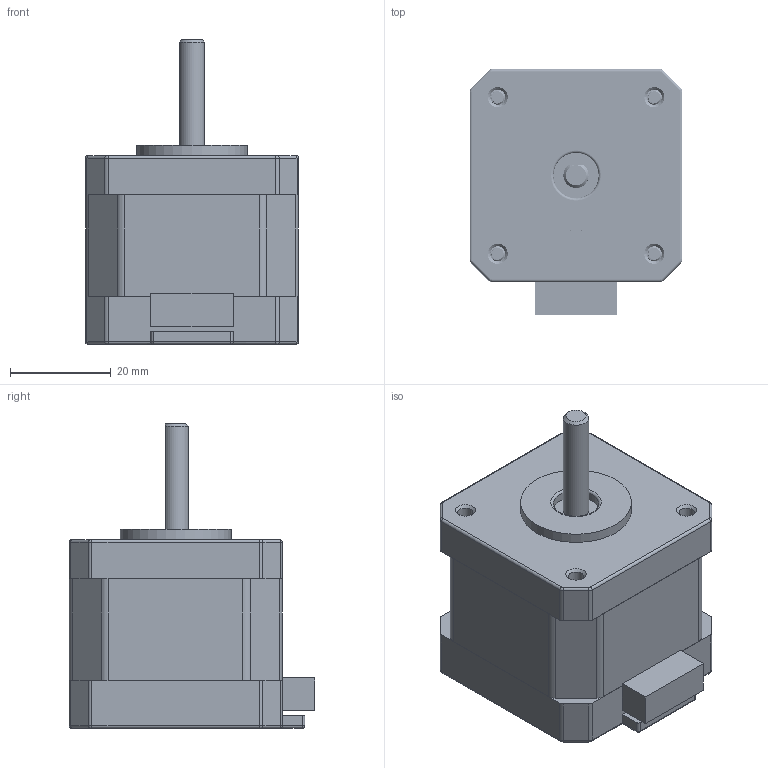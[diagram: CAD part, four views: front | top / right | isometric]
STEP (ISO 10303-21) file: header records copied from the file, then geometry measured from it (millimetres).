
FILE_DESCRIPTION(/* description */ (''),/* implementation_level */ '2;1');
FILE_NAME(/* name */ 'Nema 17 [17HS15-1704S].step',/* time_stamp */ '2020-10-01T22:10:51+02:00',/* author */ (''),/* organization */ (''),/* preprocessor_version */ 'ST-DEVELOPER v18.1',/* originating_system */ 'Autodesk Translation Framework v9.3.0.1241',/* authorisation */ '');
FILE_SCHEMA (('AUTOMOTIVE_DESIGN { 1 0 10303 214 3 1 1 }'));
Length unit declared in the file: millimetre
Products named in the file (4): Nema 17 [17HS15-1704S]; Body; 92000A132; Shaft
Assembly tree (6 placements, depth 3):
  Nema 17 [17HS15-1704S]
    Body
      92000A132  x4
    Shaft
Bounding box: 42.3 x 48.8 x 60.5 mm (x, y, z)
Volume: 65762.5 mm3; surface area: 21619 mm2
Topology: 10 solids, 10 shells, 757 faces, 2130 edges, 1406 vertices
Faces by surface type: cylinder 554, plane 126, cone 29, bspline 28, torus 14, sphere 6
Full cylindrical faces by diameter (mm): 2.35 x236, 3 x244, 6 x4, 7 x4, 9 x2, 22.05 x1
Entity records: 20441 total; most frequent: CARTESIAN_POINT 13278, ORIENTED_EDGE 1566, DIRECTION 1301, EDGE_CURVE 783, VERTEX_POINT 506, AXIS2_PLACEMENT_3D 491, EDGE_LOOP 331, LINE 319
